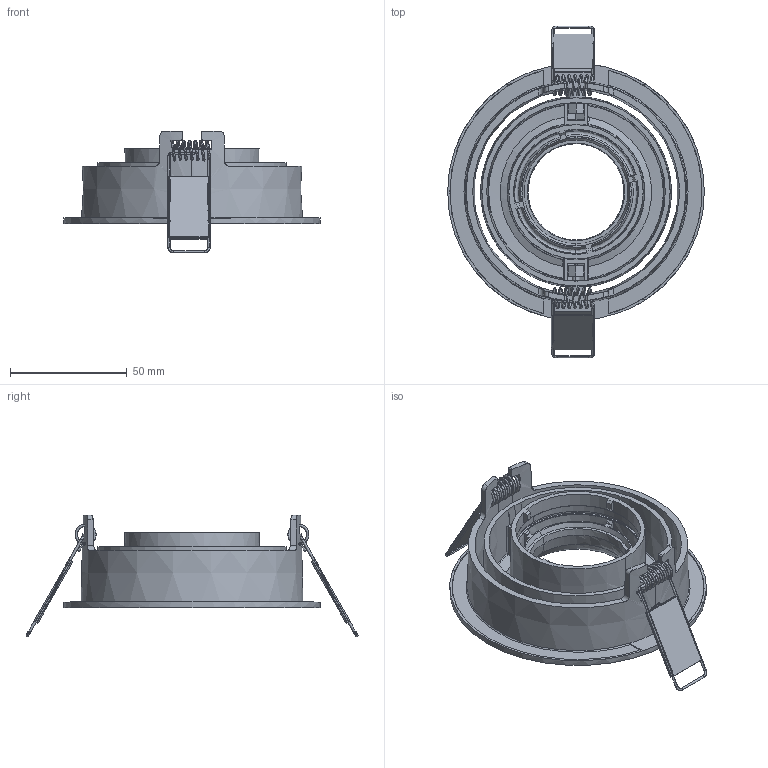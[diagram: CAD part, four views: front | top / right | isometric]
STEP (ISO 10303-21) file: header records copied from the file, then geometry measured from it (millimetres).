
FILE_DESCRIPTION(('CATIA V5 STEP Exchange'),'2;1');
FILE_NAME('COMBO-10.stp','2025-12-17T10:44:46+00:00',('none'),('none'),'CATIA Version 5-6 Release 2018','CATIA V5 STEP AP203','none');
FILE_SCHEMA(('CONFIG_CONTROL_DESIGN'));
Length unit declared in the file: millimetre
Products named in the file (3): MOD-1201; Product1; Symmetry of Product1
Assembly tree (15 placements, depth 3):
  MOD-1201
    #57  x3
    #247
    #4349  x2
    #4673  x2
    #7190
    Product1
      #13110
      #13721
    Symmetry of Product1
      #17932
      #18543
Bounding box: 110 x 142.2 x 52.14 mm (x, y, z)
Volume: 73132.1 mm3; surface area: 63628 mm2
Topology: 13 solids, 13 shells, 547 faces, 1414 edges, 898 vertices
Faces by surface type: plane 168, cylinder 163, bspline 150, cone 66
Entity records: 22455 total; most frequent: CARTESIAN_POINT 13230, ORIENTED_EDGE 2386, EDGE_CURVE 1193, DIRECTION 1108, VERTEX_POINT 770, EDGE_LOOP 471, AXIS2_PLACEMENT_3D 457, ADVANCED_FACE 446
